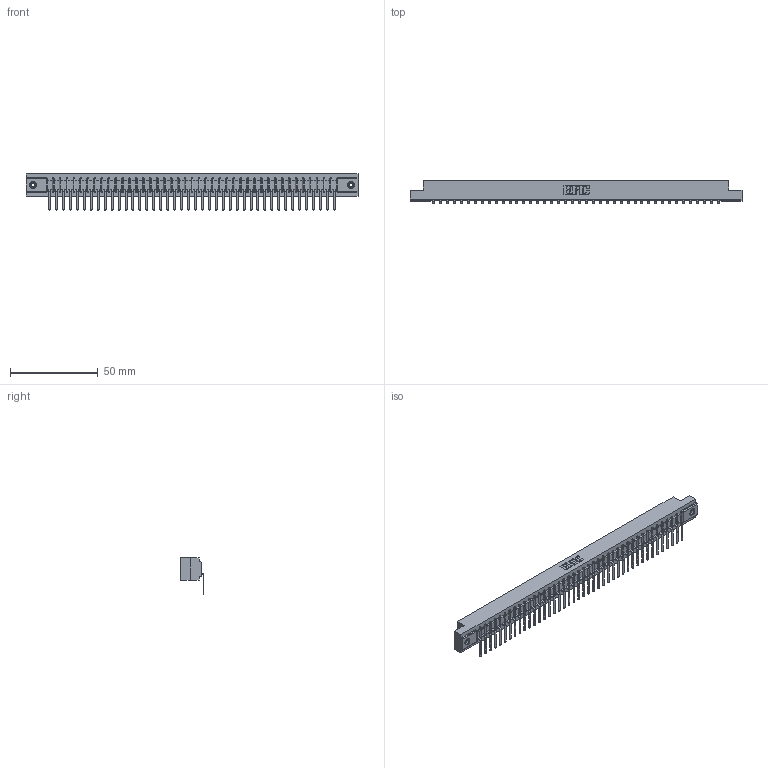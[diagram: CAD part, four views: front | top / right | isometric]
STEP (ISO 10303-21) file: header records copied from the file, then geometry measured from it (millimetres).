
FILE_DESCRIPTION (( 'STEP AP203' ), '1' );
FILE_NAME ('307-042-557-108.STEP', '2019-09-05T12:15:57', ( '' ), ( '' ), 'SwSTEP 2.0', 'SolidWorks 2016', '' );
FILE_SCHEMA (( 'CONFIG_CONTROL_DESIGN' ));
Length unit declared in the file: inch
Products named in the file (4): 307-042-557-108; 307-290-002_557; 307 Part_.156 Dia Mounting Holes; 345-250-001_345-250-003-102
Assembly tree (45 placements, depth 2):
  307-042-557-108
    307 Part_.156 Dia Mounting Holes
    307-290-002_557  x42
    345-250-001_345-250-003-102  x2
Bounding box: 189.43 x 13.32 x 20.66 mm (x, y, z)
Volume: 20378.6 mm3; surface area: 26379.4 mm2
Topology: 45 solids, 45 shells, 3497 faces, 10707 edges, 7014 vertices
Faces by surface type: plane 2076, cylinder 1319, sphere 86, cone 12, torus 4
Entity records: 38045 total; most frequent: CARTESIAN_POINT 6399, ORIENTED_EDGE 6382, DIRECTION 6227, EDGE_CURVE 3191, LINE 2443, VECTOR 2443, VERTEX_POINT 2064, AXIS2_PLACEMENT_3D 1892
